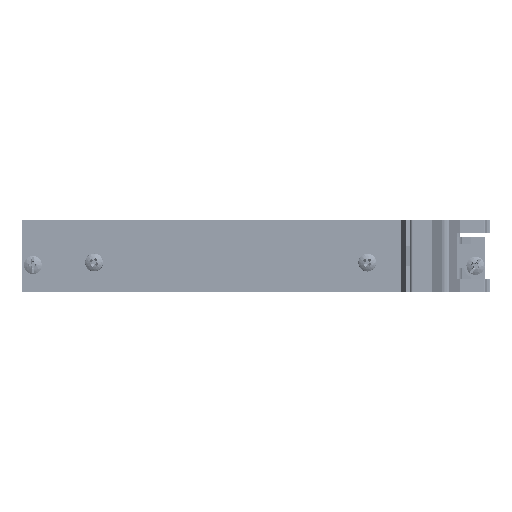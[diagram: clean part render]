
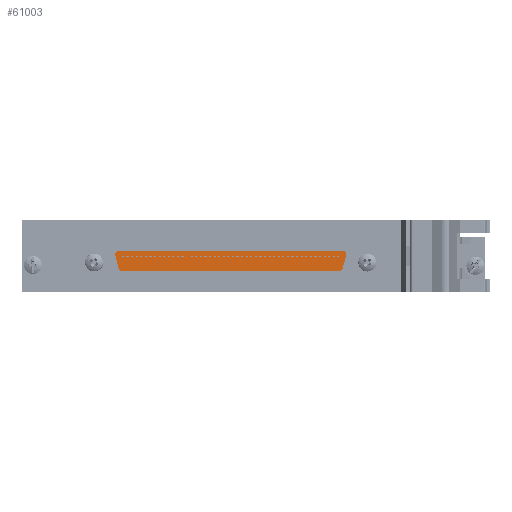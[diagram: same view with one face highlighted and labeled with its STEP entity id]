
A CAD part, left-side view. The second image highlights one B-rep face of the part: STEP entity #61003.
In plain terms, the highlighted planar face has unit normal (-1, 0, 0).
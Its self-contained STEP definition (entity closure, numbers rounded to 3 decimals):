
#7797 = PLANE ( 'NONE',  #231882 ) ;
#7816 = CARTESIAN_POINT ( 'NONE',  ( -57.459, 13.751, 44.481 ) ) ;
#7817 = DIRECTION ( 'NONE',  ( -1., 0., 0. ) ) ;
#7818 = DIRECTION ( 'NONE',  ( 0., -1., 0. ) ) ;
#25476 = AXIS2_PLACEMENT_3D ( 'NONE', #107482, #107485, #107487 ) ;
#25480 = AXIS2_PLACEMENT_3D ( 'NONE', #107499, #107502, #107505 ) ;
#25482 = AXIS2_PLACEMENT_3D ( 'NONE', #107518, #107520, #107522 ) ;
#25485 = AXIS2_PLACEMENT_3D ( 'NONE', #107534, #107537, #107540 ) ;
#61003 = ADVANCED_FACE ( 'NONE', ( #186153 ), #7797, .T. ) ;
#107415 = DIRECTION ( 'NONE',  ( 0., 1., 0. ) ) ;
#107474 = DIRECTION ( 'NONE',  ( 0., -0.259, -0.966 ) ) ;
#107476 = CARTESIAN_POINT ( 'NONE',  ( -57.459, 76.777, 44.222 ) ) ;
#107479 = CARTESIAN_POINT ( 'NONE',  ( -57.459, 75.811, 45.481 ) ) ;
#107482 = CARTESIAN_POINT ( 'NONE',  ( -57.459, 13.751, 44.481 ) ) ;
#107485 = DIRECTION ( 'NONE',  ( -1., 0., 0. ) ) ;
#107487 = DIRECTION ( 'NONE',  ( 0., -1., 0. ) ) ;
#107493 = CARTESIAN_POINT ( 'NONE',  ( -57.459, 14.743, 39.781 ) ) ;
#107497 = DIRECTION ( 'NONE',  ( 0., -1., 0. ) ) ;
#107499 = CARTESIAN_POINT ( 'NONE',  ( -57.459, 75.811, 44.481 ) ) ;
#107502 = DIRECTION ( 'NONE',  ( -1., 0., 0. ) ) ;
#107505 = DIRECTION ( 'NONE',  ( 0., 1., 0. ) ) ;
#107510 = CARTESIAN_POINT ( 'NONE',  ( -57.459, 12.785, 44.222 ) ) ;
#107515 = DIRECTION ( 'NONE',  ( 0., -0.259, 0.966 ) ) ;
#107518 = CARTESIAN_POINT ( 'NONE',  ( -57.459, 74.82, 40.781 ) ) ;
#107520 = DIRECTION ( 'NONE',  ( -1., 0., 0. ) ) ;
#107522 = DIRECTION ( 'NONE',  ( 0., 1., 0. ) ) ;
#107534 = CARTESIAN_POINT ( 'NONE',  ( -57.459, 14.743, 40.781 ) ) ;
#107537 = DIRECTION ( 'NONE',  ( -1., 0., 0. ) ) ;
#107540 = DIRECTION ( 'NONE',  ( 0., -1., 0. ) ) ;
#145245 = CIRCLE ( 'NONE', #25476, 1. ) ;
#145250 = LINE ( 'NONE', #107479, #145253 ) ;
#145252 = CIRCLE ( 'NONE', #25480, 1. ) ;
#145253 = VECTOR ( 'NONE', #107415, 1000. ) ;
#145254 = LINE ( 'NONE', #107476, #145256 ) ;
#145255 = CIRCLE ( 'NONE', #25482, 1. ) ;
#145256 = VECTOR ( 'NONE', #107474, 1000. ) ;
#145257 = LINE ( 'NONE', #107493, #145259 ) ;
#145258 = CIRCLE ( 'NONE', #25485, 1. ) ;
#145259 = VECTOR ( 'NONE', #107497, 1000. ) ;
#145260 = LINE ( 'NONE', #107510, #145262 ) ;
#145262 = VECTOR ( 'NONE', #107515, 1000. ) ;
#186153 = FACE_OUTER_BOUND ( 'NONE', #190942, .T. ) ;
#190942 = EDGE_LOOP ( 'NONE', ( #264398, #264401, #264403, #264406, #264408, #264411, #264413, #264419 ) ) ;
#219394 = EDGE_CURVE ( 'NONE', #264504, #264512, #145245, .T. ) ;
#219398 = EDGE_CURVE ( 'NONE', #264512, #264522, #145250, .T. ) ;
#219401 = EDGE_CURVE ( 'NONE', #264522, #264524, #145252, .T. ) ;
#219404 = EDGE_CURVE ( 'NONE', #264524, #264526, #145254, .T. ) ;
#219407 = EDGE_CURVE ( 'NONE', #264526, #264528, #145255, .T. ) ;
#219410 = EDGE_CURVE ( 'NONE', #264528, #264530, #145257, .T. ) ;
#219414 = EDGE_CURVE ( 'NONE', #264530, #264532, #145258, .T. ) ;
#219416 = EDGE_CURVE ( 'NONE', #264532, #264504, #145260, .T. ) ;
#231882 = AXIS2_PLACEMENT_3D ( 'NONE', #7816, #7817, #7818 ) ;
#240059 = CARTESIAN_POINT ( 'NONE',  ( -57.459, 12.785, 44.222 ) ) ;
#240107 = CARTESIAN_POINT ( 'NONE',  ( -57.459, 13.751, 45.481 ) ) ;
#240111 = CARTESIAN_POINT ( 'NONE',  ( -57.459, 76.777, 44.222 ) ) ;
#240118 = CARTESIAN_POINT ( 'NONE',  ( -57.459, 14.743, 39.781 ) ) ;
#240122 = CARTESIAN_POINT ( 'NONE',  ( -57.459, 75.811, 45.481 ) ) ;
#240130 = CARTESIAN_POINT ( 'NONE',  ( -57.459, 75.786, 40.522 ) ) ;
#240135 = CARTESIAN_POINT ( 'NONE',  ( -57.459, 74.82, 39.781 ) ) ;
#240143 = CARTESIAN_POINT ( 'NONE',  ( -57.459, 13.777, 40.522 ) ) ;
#264398 = ORIENTED_EDGE ( 'NONE', *, *, #219394, .T. ) ;
#264401 = ORIENTED_EDGE ( 'NONE', *, *, #219398, .T. ) ;
#264403 = ORIENTED_EDGE ( 'NONE', *, *, #219401, .T. ) ;
#264406 = ORIENTED_EDGE ( 'NONE', *, *, #219404, .T. ) ;
#264408 = ORIENTED_EDGE ( 'NONE', *, *, #219407, .T. ) ;
#264411 = ORIENTED_EDGE ( 'NONE', *, *, #219410, .T. ) ;
#264413 = ORIENTED_EDGE ( 'NONE', *, *, #219414, .T. ) ;
#264419 = ORIENTED_EDGE ( 'NONE', *, *, #219416, .T. ) ;
#264504 = VERTEX_POINT ( 'NONE', #240059 ) ;
#264512 = VERTEX_POINT ( 'NONE', #240107 ) ;
#264522 = VERTEX_POINT ( 'NONE', #240122 ) ;
#264524 = VERTEX_POINT ( 'NONE', #240111 ) ;
#264526 = VERTEX_POINT ( 'NONE', #240130 ) ;
#264528 = VERTEX_POINT ( 'NONE', #240135 ) ;
#264530 = VERTEX_POINT ( 'NONE', #240118 ) ;
#264532 = VERTEX_POINT ( 'NONE', #240143 ) ;
